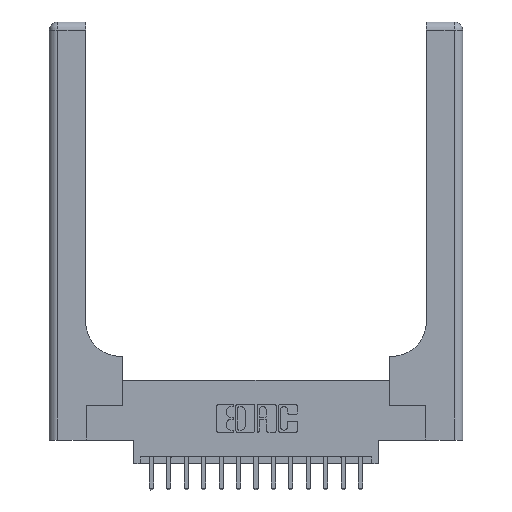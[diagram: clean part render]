
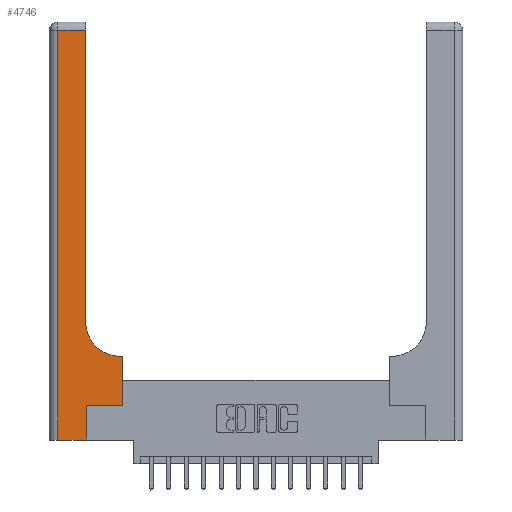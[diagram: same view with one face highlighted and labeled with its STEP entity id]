
A CAD part, top view. The second image highlights one B-rep face of the part: STEP entity #4746.
In plain terms, the highlighted planar face has unit normal (0, 0, 1).
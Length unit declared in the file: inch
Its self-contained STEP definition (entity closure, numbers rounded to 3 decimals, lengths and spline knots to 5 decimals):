
#716 = CARTESIAN_POINT ( 'NONE',  ( 0.528, 0.25, 0.37 ) ) ;
#841 = EDGE_CURVE ( 'NONE', #13975, #4943, #5080, .T. ) ;
#848 = CARTESIAN_POINT ( 'NONE',  ( 0.26, 3., 0.37 ) ) ;
#936 = DIRECTION ( 'NONE',  ( 0., 1., 0. ) ) ;
#1387 = DIRECTION ( 'NONE',  ( -1., 0., 0. ) ) ;
#1744 = PLANE ( 'NONE',  #5049 ) ;
#2080 = ORIENTED_EDGE ( 'NONE', *, *, #8388, .T. ) ;
#2441 = DIRECTION ( 'NONE',  ( 1., 0., 0. ) ) ;
#2455 = DIRECTION ( 'NONE',  ( 0., 0., -1. ) ) ;
#2480 = CARTESIAN_POINT ( 'NONE',  ( 0.51, 0.85, 0.37 ) ) ;
#2502 = VECTOR ( 'NONE', #5756, 39.37008 ) ;
#2520 = ORIENTED_EDGE ( 'NONE', *, *, #13875, .T. ) ;
#2633 = DIRECTION ( 'NONE',  ( 1., 0., 0. ) ) ;
#2694 = EDGE_CURVE ( 'NONE', #4943, #4248, #12043, .T. ) ;
#3418 = EDGE_CURVE ( 'NONE', #13520, #11673, #15402, .T. ) ;
#3729 = VECTOR ( 'NONE', #15341, 39.37008 ) ;
#3748 = VERTEX_POINT ( 'NONE', #13215 ) ;
#3969 = ORIENTED_EDGE ( 'NONE', *, *, #841, .T. ) ;
#4076 = AXIS2_PLACEMENT_3D ( 'NONE', #2480, #2455, #2441 ) ;
#4154 = CARTESIAN_POINT ( 'NONE',  ( 0.26, 0.6, 0.37 ) ) ;
#4220 = ORIENTED_EDGE ( 'NONE', *, *, #2694, .T. ) ;
#4248 = VERTEX_POINT ( 'NONE', #14340 ) ;
#4452 = VECTOR ( 'NONE', #13245, 39.37008 ) ;
#4647 = VECTOR ( 'NONE', #936, 39.37008 ) ;
#4746 = ADVANCED_FACE ( 'NONE', ( #14732 ), #1744, .F. ) ;
#4943 = VERTEX_POINT ( 'NONE', #17300 ) ;
#5049 = AXIS2_PLACEMENT_3D ( 'NONE', #15554, #16894, #8723 ) ;
#5080 = CIRCLE ( 'NONE', #4076, 0.25 ) ;
#5268 = ORIENTED_EDGE ( 'NONE', *, *, #13482, .T. ) ;
#5302 = ORIENTED_EDGE ( 'NONE', *, *, #16859, .T. ) ;
#5756 = DIRECTION ( 'NONE',  ( 0., 1., 0. ) ) ;
#6105 = LINE ( 'NONE', #7017, #8976 ) ;
#6838 = ORIENTED_EDGE ( 'NONE', *, *, #3418, .T. ) ;
#7017 = CARTESIAN_POINT ( 'NONE',  ( 0., 0., 0.37 ) ) ;
#7076 = CARTESIAN_POINT ( 'NONE',  ( 0.528, 0.6, 0.37 ) ) ;
#7085 = CARTESIAN_POINT ( 'NONE',  ( 0., 2.94, 0.37 ) ) ;
#7167 = CARTESIAN_POINT ( 'NONE',  ( 0.265, 0., 0.37 ) ) ;
#7414 = LINE ( 'NONE', #7085, #3729 ) ;
#7480 = ORIENTED_EDGE ( 'NONE', *, *, #9372, .T. ) ;
#7618 = VECTOR ( 'NONE', #11750, 39.37008 ) ;
#7664 = CARTESIAN_POINT ( 'NONE',  ( 0.06, 3., 0.37 ) ) ;
#7679 = ORIENTED_EDGE ( 'NONE', *, *, #9085, .T. ) ;
#8109 = VECTOR ( 'NONE', #2633, 39.37008 ) ;
#8388 = EDGE_CURVE ( 'NONE', #4248, #14930, #7414, .T. ) ;
#8436 = DIRECTION ( 'NONE',  ( 1., 0., 0. ) ) ;
#8723 = DIRECTION ( 'NONE',  ( -1., 0., 0. ) ) ;
#8976 = VECTOR ( 'NONE', #8436, 39.37008 ) ;
#9085 = EDGE_CURVE ( 'NONE', #12728, #13975, #11574, .T. ) ;
#9372 = EDGE_CURVE ( 'NONE', #11673, #12728, #11334, .T. ) ;
#9393 = EDGE_LOOP ( 'NONE', ( #4220, #2080, #5268, #5302, #2520, #6838, #7480, #7679, #3969 ) ) ;
#10351 = CARTESIAN_POINT ( 'NONE',  ( 0.528, 0.25, 0.37 ) ) ;
#11123 = VECTOR ( 'NONE', #1387, 39.37008 ) ;
#11256 = VERTEX_POINT ( 'NONE', #14771 ) ;
#11334 = LINE ( 'NONE', #10351, #7618 ) ;
#11574 = LINE ( 'NONE', #4154, #11123 ) ;
#11673 = VERTEX_POINT ( 'NONE', #716 ) ;
#11750 = DIRECTION ( 'NONE',  ( 0., 1., 0. ) ) ;
#12043 = LINE ( 'NONE', #848, #4647 ) ;
#12278 = LINE ( 'NONE', #7664, #4452 ) ;
#12342 = CARTESIAN_POINT ( 'NONE',  ( 0.265, 0.25, 0.37 ) ) ;
#12728 = VERTEX_POINT ( 'NONE', #7076 ) ;
#13215 = CARTESIAN_POINT ( 'NONE',  ( 0.06, 0., 0.37 ) ) ;
#13245 = DIRECTION ( 'NONE',  ( 0., -1., 0. ) ) ;
#13482 = EDGE_CURVE ( 'NONE', #14930, #3748, #12278, .T. ) ;
#13520 = VERTEX_POINT ( 'NONE', #14724 ) ;
#13537 = LINE ( 'NONE', #7167, #2502 ) ;
#13875 = EDGE_CURVE ( 'NONE', #11256, #13520, #13537, .T. ) ;
#13975 = VERTEX_POINT ( 'NONE', #15648 ) ;
#14340 = CARTESIAN_POINT ( 'NONE',  ( 0.26, 2.94, 0.37 ) ) ;
#14724 = CARTESIAN_POINT ( 'NONE',  ( 0.265, 0.25, 0.37 ) ) ;
#14732 = FACE_OUTER_BOUND ( 'NONE', #9393, .T. ) ;
#14771 = CARTESIAN_POINT ( 'NONE',  ( 0.265, 0., 0.37 ) ) ;
#14930 = VERTEX_POINT ( 'NONE', #15702 ) ;
#15341 = DIRECTION ( 'NONE',  ( -1., 0., 0. ) ) ;
#15402 = LINE ( 'NONE', #12342, #8109 ) ;
#15554 = CARTESIAN_POINT ( 'NONE',  ( 0., 3., 0.37 ) ) ;
#15648 = CARTESIAN_POINT ( 'NONE',  ( 0.51, 0.6, 0.37 ) ) ;
#15702 = CARTESIAN_POINT ( 'NONE',  ( 0.06, 2.94, 0.37 ) ) ;
#16859 = EDGE_CURVE ( 'NONE', #3748, #11256, #6105, .T. ) ;
#16894 = DIRECTION ( 'NONE',  ( 0., 0., -1. ) ) ;
#17300 = CARTESIAN_POINT ( 'NONE',  ( 0.26, 0.85, 0.37 ) ) ;
